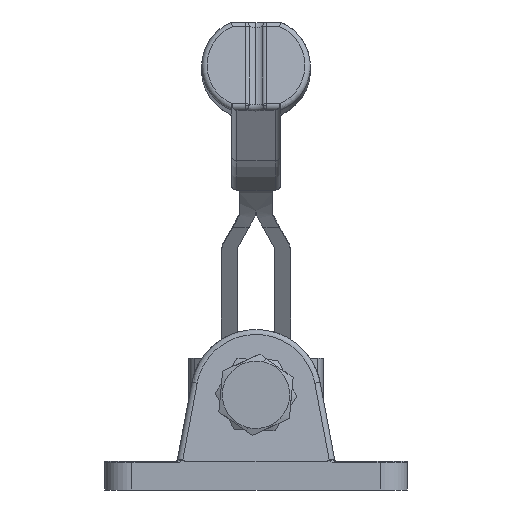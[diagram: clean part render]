
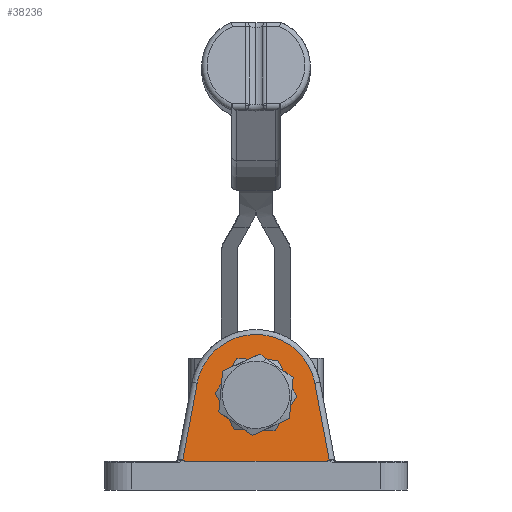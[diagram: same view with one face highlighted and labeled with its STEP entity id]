
A CAD part, left-side view. The second image highlights one B-rep face of the part: STEP entity #38236.
In plain terms, the highlighted planar face has unit normal (-0.996, 0, 0.087).
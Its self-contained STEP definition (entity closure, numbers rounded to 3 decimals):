
#97 = EDGE_LOOP ( 'NONE', ( #31387, #29798, #23485, #33896, #18553, #10384, #7063, #10276 ) ) ;
#199 = EDGE_CURVE ( 'NONE', #26161, #7379, #4663, .T. ) ;
#848 = B_SPLINE_CURVE_WITH_KNOTS ( 'NONE', 3,
 ( #23990, #26933, #20779, #27214 ),
 .UNSPECIFIED., .F., .F.,
 ( 4, 4 ),
 ( 0.001, 0.001 ),
 .UNSPECIFIED. ) ;
#1330 = VERTEX_POINT ( 'NONE', #12562 ) ;
#1905 = CARTESIAN_POINT ( 'NONE',  ( 0.002, 40.918, 5.324 ) ) ;
#2094 = CARTESIAN_POINT ( 'NONE',  ( 0.002, 14.682, 5.325 ) ) ;
#2222 = CARTESIAN_POINT ( 'NONE',  ( 0.016, 14.528, 5.483 ) ) ;
#2388 = VERTEX_POINT ( 'NONE', #11331 ) ;
#2569 = VERTEX_POINT ( 'NONE', #7814 ) ;
#2616 = AXIS2_PLACEMENT_3D ( 'NONE', #28481, #12611, #35077 ) ;
#2665 = CARTESIAN_POINT ( 'NONE',  ( 1.245, 16.973, 19.534 ) ) ;
#4067 = CARTESIAN_POINT ( 'NONE',  ( 0.512, 40.5, 11.15 ) ) ;
#4441 = CARTESIAN_POINT ( 'NONE',  ( 0.512, 15.1, 11.15 ) ) ;
#4534 = VECTOR ( 'NONE', #25000, 1000. ) ;
#4585 = B_SPLINE_CURVE_WITH_KNOTS ( 'NONE', 3,
 ( #27502, #14619, #33992, #14770, #37207, #17992, #40434, #21219, #1905, #24435 ),
 .UNSPECIFIED., .F., .F.,
 ( 4, 2, 2, 2, 4 ),
 ( 0., 0., 0., 0., 0. ),
 .UNSPECIFIED. ) ;
#4663 =( BOUNDED_CURVE ( )  B_SPLINE_CURVE ( 3, ( #27641, #8397, #4067, #5188 ),
 .UNSPECIFIED., .F., .T. ) 
 B_SPLINE_CURVE_WITH_KNOTS ( ( 4, 4 ),
 ( 3.142, 6.283 ),
 .UNSPECIFIED. ) 
 CURVE ( )  GEOMETRIC_REPRESENTATION_ITEM ( )  RATIONAL_B_SPLINE_CURVE ( ( 1., 0.333, 0.333, 1. ) ) 
 REPRESENTATION_ITEM ( '' )  );
#4928 = CARTESIAN_POINT ( 'NONE',  ( 2.611, 19.903, 35.14 ) ) ;
#5070 = ORIENTED_EDGE ( 'NONE', *, *, #40634, .F. ) ;
#5188 = CARTESIAN_POINT ( 'NONE',  ( 0.512, 27.8, 11.15 ) ) ;
#5365 = CARTESIAN_POINT ( 'NONE',  ( 0.001, 14.678, 5.313 ) ) ;
#6756 =( BOUNDED_CURVE ( )  B_SPLINE_CURVE ( 3, ( #20360, #4441, #30178, #10901 ),
 .UNSPECIFIED., .F., .F. ) 
 B_SPLINE_CURVE_WITH_KNOTS ( ( 4, 4 ),
 ( 0., 3.142 ),
 .UNSPECIFIED. ) 
 CURVE ( )  GEOMETRIC_REPRESENTATION_ITEM ( )  RATIONAL_B_SPLINE_CURVE ( ( 1., 0.333, 0.333, 1. ) ) 
 REPRESENTATION_ITEM ( '' )  );
#7063 = ORIENTED_EDGE ( 'NONE', *, *, #32271, .T. ) ;
#7379 = VERTEX_POINT ( 'NONE', #31347 ) ;
#7814 = CARTESIAN_POINT ( 'NONE',  ( 0.001, 40.922, 5.313 ) ) ;
#8300 = CARTESIAN_POINT ( 'NONE',  ( 1.253, 38.611, 19.617 ) ) ;
#8397 = CARTESIAN_POINT ( 'NONE',  ( 1.623, 40.5, 23.85 ) ) ;
#10276 = ORIENTED_EDGE ( 'NONE', *, *, #11744, .T. ) ;
#10384 = ORIENTED_EDGE ( 'NONE', *, *, #34903, .T. ) ;
#10901 = CARTESIAN_POINT ( 'NONE',  ( 1.623, 27.8, 23.85 ) ) ;
#11331 = CARTESIAN_POINT ( 'NONE',  ( 1.253, 38.611, 19.617 ) ) ;
#11498 = VERTEX_POINT ( 'NONE', #30799 ) ;
#11744 = EDGE_CURVE ( 'NONE', #41142, #1330, #35526, .T. ) ;
#12240 = DIRECTION ( 'NONE',  ( 0.086, 0.184, 0.979 ) ) ;
#12562 = CARTESIAN_POINT ( 'NONE',  ( 0.018, 41.114, 5.504 ) ) ;
#12611 = DIRECTION ( 'NONE',  ( 0.996, 0., -0.087 ) ) ;
#13932 = CARTESIAN_POINT ( 'NONE',  ( 0.018, 41.114, 5.504 ) ) ;
#14205 = LINE ( 'NONE', #2665, #37804 ) ;
#14619 = CARTESIAN_POINT ( 'NONE',  ( 0.016, 41.072, 5.483 ) ) ;
#14770 = CARTESIAN_POINT ( 'NONE',  ( 0.009, 40.984, 5.409 ) ) ;
#15078 = CARTESIAN_POINT ( 'NONE',  ( 0.005, 14.663, 5.356 ) ) ;
#16854 = CARTESIAN_POINT ( 'NONE',  ( 1.623, 27.8, 23.85 ) ) ;
#17437 = EDGE_CURVE ( 'NONE', #35383, #11498, #14205, .T. ) ;
#17752 = CARTESIAN_POINT ( 'NONE',  ( 0.001, 55.6, 5.313 ) ) ;
#17881 = CARTESIAN_POINT ( 'NONE',  ( 1.253, 16.989, 19.617 ) ) ;
#17992 = CARTESIAN_POINT ( 'NONE',  ( 0.006, 40.944, 5.365 ) ) ;
#18315 = CARTESIAN_POINT ( 'NONE',  ( 0.008, 14.633, 5.392 ) ) ;
#18553 = ORIENTED_EDGE ( 'NONE', *, *, #17437, .T. ) ;
#18638 = FACE_OUTER_BOUND ( 'NONE', #97, .T. ) ;
#19554 = EDGE_LOOP ( 'NONE', ( #37563, #5070 ) ) ;
#19648 = FACE_BOUND ( 'NONE', #19554, .T. ) ;
#20063 = EDGE_CURVE ( 'NONE', #41557, #35383, #848, .T. ) ;
#20360 = CARTESIAN_POINT ( 'NONE',  ( 0.512, 27.8, 11.15 ) ) ;
#20779 = CARTESIAN_POINT ( 'NONE',  ( 0.022, 14.397, 5.55 ) ) ;
#20971 = DIRECTION ( 'NONE',  ( 0., -1., 0. ) ) ;
#21219 = CARTESIAN_POINT ( 'NONE',  ( 0.003, 40.925, 5.336 ) ) ;
#21534 = CARTESIAN_POINT ( 'NONE',  ( 0.014, 14.565, 5.455 ) ) ;
#21637 = LINE ( 'NONE', #28240, #4534 ) ;
#22616 = EDGE_CURVE ( 'NONE', #27299, #41557, #25610, .T. ) ;
#23206 = LINE ( 'NONE', #17752, #39300 ) ;
#23485 = ORIENTED_EDGE ( 'NONE', *, *, #22616, .T. ) ;
#23990 = CARTESIAN_POINT ( 'NONE',  ( 0.018, 14.486, 5.504 ) ) ;
#24435 = CARTESIAN_POINT ( 'NONE',  ( 0.001, 40.922, 5.313 ) ) ;
#24756 = CARTESIAN_POINT ( 'NONE',  ( 0.018, 14.486, 5.504 ) ) ;
#25000 = DIRECTION ( 'NONE',  ( -0.086, 0.184, -0.979 ) ) ;
#25610 = B_SPLINE_CURVE_WITH_KNOTS ( 'NONE', 3,
 ( #5365, #2094, #34301, #15078, #37521, #18315, #40742, #21534, #2222, #24756 ),
 .UNSPECIFIED., .F., .F.,
 ( 4, 2, 2, 2, 4 ),
 ( 0., 0., 0., 0., 0. ),
 .UNSPECIFIED. ) ;
#26123 = CARTESIAN_POINT ( 'NONE',  ( 0.022, 41.203, 5.55 ) ) ;
#26161 = VERTEX_POINT ( 'NONE', #16854 ) ;
#26933 = CARTESIAN_POINT ( 'NONE',  ( 0.02, 14.441, 5.527 ) ) ;
#27214 = CARTESIAN_POINT ( 'NONE',  ( 0.024, 14.353, 5.574 ) ) ;
#27299 = VERTEX_POINT ( 'NONE', #36404 ) ;
#27502 = CARTESIAN_POINT ( 'NONE',  ( 0.018, 41.114, 5.504 ) ) ;
#27524 = CARTESIAN_POINT ( 'NONE',  ( 2.611, 35.697, 35.14 ) ) ;
#27641 = CARTESIAN_POINT ( 'NONE',  ( 1.623, 27.8, 23.85 ) ) ;
#28240 = CARTESIAN_POINT ( 'NONE',  ( -0.016, 41.333, 5.12 ) ) ;
#28481 = CARTESIAN_POINT ( 'NONE',  ( 0., 55.6, 5.3 ) ) ;
#29579 = EDGE_CURVE ( 'NONE', #2569, #27299, #23206, .T. ) ;
#29798 = ORIENTED_EDGE ( 'NONE', *, *, #29579, .T. ) ;
#29947 = CARTESIAN_POINT ( 'NONE',  ( 0.024, 41.247, 5.574 ) ) ;
#30052 = EDGE_CURVE ( 'NONE', #1330, #2569, #4585, .T. ) ;
#30178 = CARTESIAN_POINT ( 'NONE',  ( 1.623, 15.1, 23.85 ) ) ;
#30799 = CARTESIAN_POINT ( 'NONE',  ( 1.253, 16.989, 19.617 ) ) ;
#31347 = CARTESIAN_POINT ( 'NONE',  ( 0.512, 27.8, 11.15 ) ) ;
#31387 = ORIENTED_EDGE ( 'NONE', *, *, #30052, .T. ) ;
#32271 = EDGE_CURVE ( 'NONE', #2388, #41142, #21637, .T. ) ;
#33172 = CARTESIAN_POINT ( 'NONE',  ( 0.02, 41.159, 5.527 ) ) ;
#33896 = ORIENTED_EDGE ( 'NONE', *, *, #20063, .T. ) ;
#33992 = CARTESIAN_POINT ( 'NONE',  ( 0.014, 41.035, 5.456 ) ) ;
#34301 = CARTESIAN_POINT ( 'NONE',  ( 0.003, 14.675, 5.336 ) ) ;
#34903 = EDGE_CURVE ( 'NONE', #11498, #2388, #39433, .T. ) ;
#34945 = PLANE ( 'NONE',  #2616 ) ;
#35077 = DIRECTION ( 'NONE',  ( -0.087, 0., -0.996 ) ) ;
#35383 = VERTEX_POINT ( 'NONE', #36359 ) ;
#35526 = B_SPLINE_CURVE_WITH_KNOTS ( 'NONE', 3,
 ( #29947, #26123, #33172, #13932 ),
 .UNSPECIFIED., .F., .F.,
 ( 4, 4 ),
 ( 0., 0. ),
 .UNSPECIFIED. ) ;
#36239 = CARTESIAN_POINT ( 'NONE',  ( 0.018, 14.486, 5.504 ) ) ;
#36359 = CARTESIAN_POINT ( 'NONE',  ( 0.024, 14.353, 5.574 ) ) ;
#36404 = CARTESIAN_POINT ( 'NONE',  ( 0.001, 14.678, 5.313 ) ) ;
#36991 = CARTESIAN_POINT ( 'NONE',  ( 0.024, 41.247, 5.574 ) ) ;
#37207 = CARTESIAN_POINT ( 'NONE',  ( 0.008, 40.967, 5.392 ) ) ;
#37521 = CARTESIAN_POINT ( 'NONE',  ( 0.006, 14.655, 5.365 ) ) ;
#37563 = ORIENTED_EDGE ( 'NONE', *, *, #199, .F. ) ;
#37804 = VECTOR ( 'NONE', #12240, 1000. ) ;
#38236 = ADVANCED_FACE ( 'NONE', ( #18638, #19648 ), #34945, .F. ) ;
#39300 = VECTOR ( 'NONE', #20971, 1000. ) ;
#39433 =( BOUNDED_CURVE ( )  B_SPLINE_CURVE ( 3, ( #17881, #4928, #27524, #8300 ),
 .UNSPECIFIED., .F., .F. ) 
 B_SPLINE_CURVE_WITH_KNOTS ( ( 4, 4 ),
 ( 1.756, 4.527 ),
 .UNSPECIFIED. ) 
 CURVE ( )  GEOMETRIC_REPRESENTATION_ITEM ( )  RATIONAL_B_SPLINE_CURVE ( ( 1., 0.456, 0.456, 1. ) ) 
 REPRESENTATION_ITEM ( '' )  );
#40434 = CARTESIAN_POINT ( 'NONE',  ( 0.005, 40.937, 5.356 ) ) ;
#40634 = EDGE_CURVE ( 'NONE', #7379, #26161, #6756, .T. ) ;
#40742 = CARTESIAN_POINT ( 'NONE',  ( 0.009, 14.617, 5.408 ) ) ;
#41142 = VERTEX_POINT ( 'NONE', #36991 ) ;
#41557 = VERTEX_POINT ( 'NONE', #36239 ) ;
